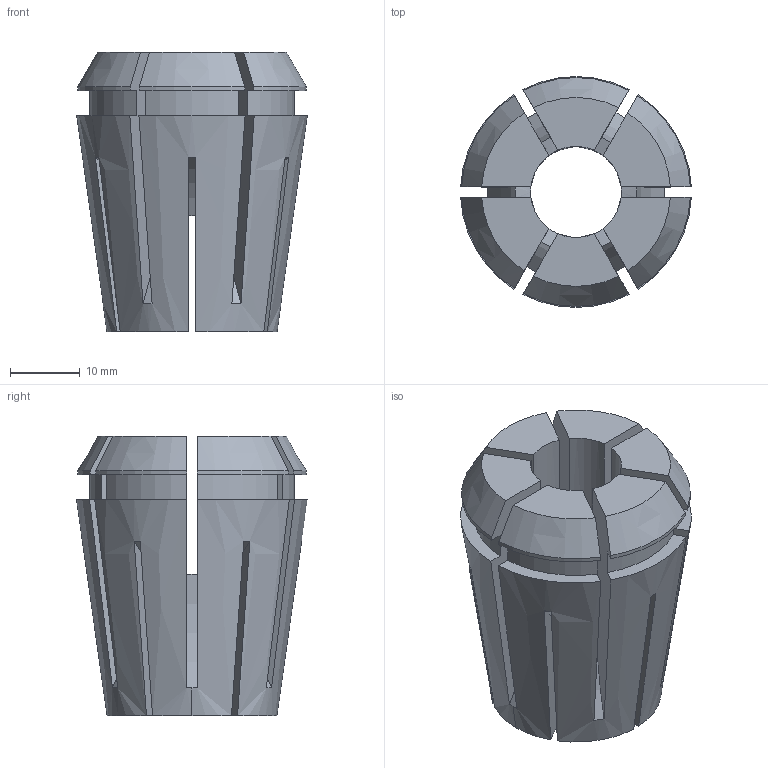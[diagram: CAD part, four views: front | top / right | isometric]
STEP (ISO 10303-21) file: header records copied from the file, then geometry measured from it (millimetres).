
FILE_DESCRIPTION (( 'STEP AP203' ), '1' );
FILE_NAME ('STP-5250-111-032-013-0(04432-13).STEP', '2021-09-23T11:21:27', ( '' ), ( '' ), 'SwSTEP 2.0', 'SolidWorks 2017', '' );
FILE_SCHEMA (( 'CONFIG_CONTROL_DESIGN' ));
Length unit declared in the file: millimetre
Products named in the file (1): STP-5250-111-032-013-0(04432-13)
Bounding box: 32.97 x 33 x 40 mm (x, y, z)
Volume: 18072.1 mm3; surface area: 10491.2 mm2
Topology: 1 solids, 1 shells, 94 faces, 282 edges, 188 vertices
Faces by surface type: plane 48, cylinder 38, cone 8
Entity records: 3401 total; most frequent: CARTESIAN_POINT 801, ORIENTED_EDGE 564, DIRECTION 514, EDGE_CURVE 282, AXIS2_PLACEMENT_3D 201, VERTEX_POINT 188, VECTOR 112, LINE 112
